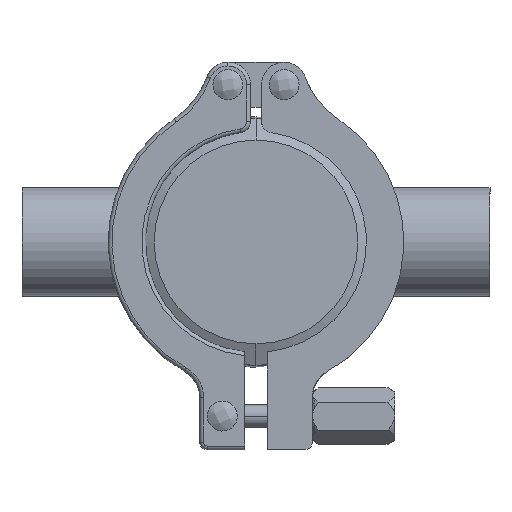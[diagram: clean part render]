
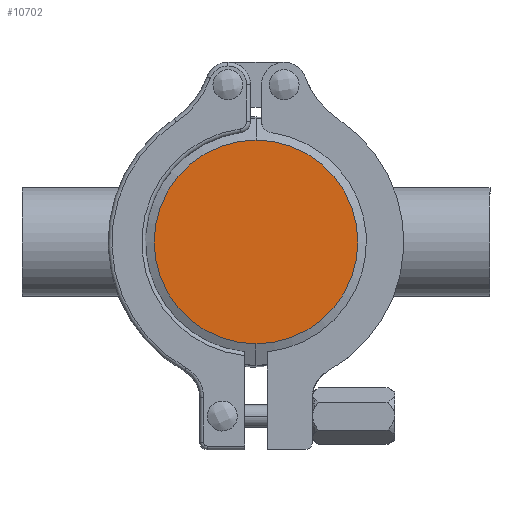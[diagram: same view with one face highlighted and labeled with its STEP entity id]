
A CAD part, front view. The second image highlights one B-rep face of the part: STEP entity #10702.
In plain terms, the highlighted planar face has unit normal (0, -1, 0).
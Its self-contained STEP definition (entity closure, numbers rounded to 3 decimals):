
#96 = DIRECTION ( 'NONE',  ( 0., 0., -1. ) ) ;
#98 = FACE_OUTER_BOUND ( 'NONE', #2236, .T. ) ;
#1153 = CIRCLE ( 'NONE', #4321, 27.21 ) ;
#1255 = DIRECTION ( 'NONE',  ( 0., -1., 0. ) ) ;
#2155 = AXIS2_PLACEMENT_3D ( 'NONE', #5553, #9514, #10118 ) ;
#2236 = EDGE_LOOP ( 'NONE', ( #6388, #12503 ) ) ;
#2606 = DIRECTION ( 'NONE',  ( 0., -1., 0. ) ) ;
#3157 = CARTESIAN_POINT ( 'NONE',  ( 0., -30., 0. ) ) ;
#3429 = VERTEX_POINT ( 'NONE', #9168 ) ;
#3984 = CARTESIAN_POINT ( 'NONE',  ( 0., -30., 0. ) ) ;
#4306 = EDGE_CURVE ( 'NONE', #3429, #12440, #1153, .T. ) ;
#4321 = AXIS2_PLACEMENT_3D ( 'NONE', #3157, #2606, #96 ) ;
#4618 = DIRECTION ( 'NONE',  ( 0., 0., -1. ) ) ;
#5553 = CARTESIAN_POINT ( 'NONE',  ( 27.21, -30., 0. ) ) ;
#5716 = PLANE ( 'NONE',  #2155 ) ;
#6388 = ORIENTED_EDGE ( 'NONE', *, *, #7606, .T. ) ;
#6569 = CARTESIAN_POINT ( 'NONE',  ( 0., -30., 27.21 ) ) ;
#7606 = EDGE_CURVE ( 'NONE', #12440, #3429, #11321, .T. ) ;
#9168 = CARTESIAN_POINT ( 'NONE',  ( 0., -30., -27.21 ) ) ;
#9514 = DIRECTION ( 'NONE',  ( 0., 1., 0. ) ) ;
#9832 = AXIS2_PLACEMENT_3D ( 'NONE', #3984, #1255, #4618 ) ;
#10118 = DIRECTION ( 'NONE',  ( 0., 0., 1. ) ) ;
#10702 = ADVANCED_FACE ( 'NONE', ( #98 ), #5716, .F. ) ;
#11321 = CIRCLE ( 'NONE', #9832, 27.21 ) ;
#12440 = VERTEX_POINT ( 'NONE', #6569 ) ;
#12503 = ORIENTED_EDGE ( 'NONE', *, *, #4306, .T. ) ;
